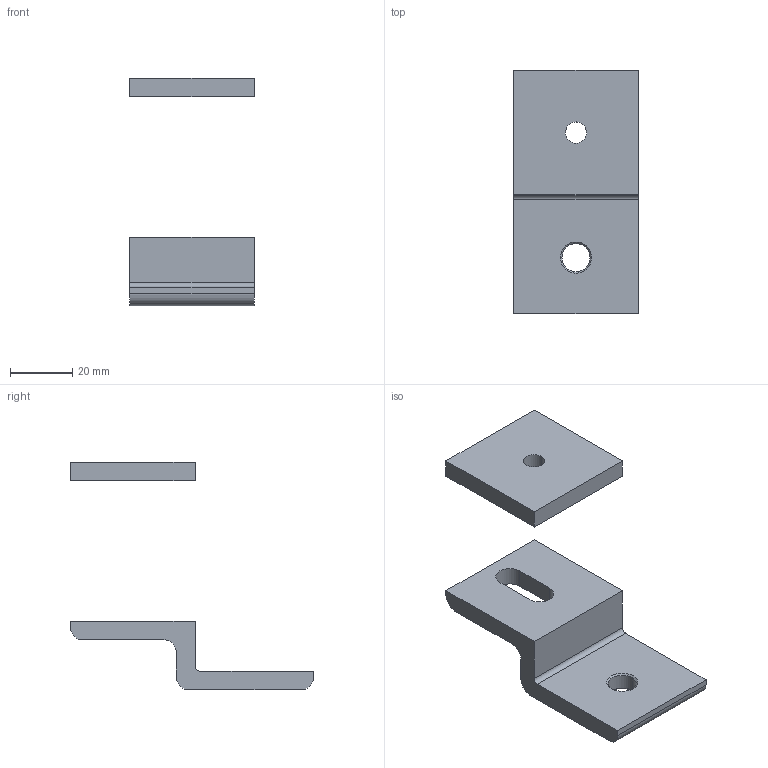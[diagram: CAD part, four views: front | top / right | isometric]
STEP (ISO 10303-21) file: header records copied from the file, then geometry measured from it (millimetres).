
FILE_DESCRIPTION (( 'STEP AP214' ), '1' );
FILE_NAME ('093p40ln.STEP', '2014-08-22T06:41:47', ( '' ), ( '' ), 'SwSTEP 2.0', 'SolidWorks 2014', '' );
FILE_SCHEMA (( 'AUTOMOTIVE_DESIGN' ));
Length unit declared in the file: millimetre
Products named in the file (3): 093p20p_093 p 40 p; 093p20L_093 p 40 L; 093p40ln
Assembly tree (2 placements, depth 2):
  093p40ln
    093p20L_093 p 40 L
    093p20p_093 p 40 p
Bounding box: 40 x 78 x 73 mm (x, y, z)
Volume: 30187 mm3; surface area: 13018.2 mm2
Topology: 2 solids, 2 shells, 33 faces, 83 edges, 54 vertices
Faces by surface type: plane 18, cylinder 11, cone 4
Entity records: 1113 total; most frequent: DIRECTION 185, CARTESIAN_POINT 175, ORIENTED_EDGE 166, EDGE_CURVE 83, AXIS2_PLACEMENT_3D 64, LINE 57, VECTOR 57, VERTEX_POINT 54
